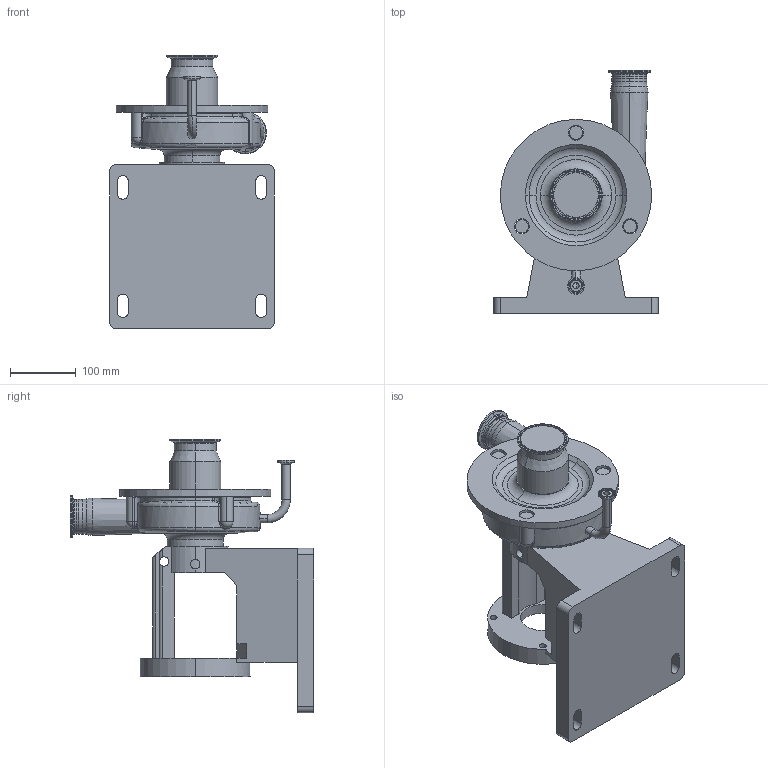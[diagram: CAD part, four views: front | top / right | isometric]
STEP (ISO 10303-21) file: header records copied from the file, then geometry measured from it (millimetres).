
FILE_DESCRIPTION (( 'STEP AP214' ), '1' );
FILE_NAME ('FP 352 140TC VERTICAL 1-2 In ELBOW FRONT.STEP', '2010-02-24T13:24:37', ( ' ' ), ( '' ), 'SwSTEP 2.0', 'SolidWorks 2010', '' );
FILE_SCHEMA (( 'AUTOMOTIVE_DESIGN' ));
Length unit declared in the file: millimetre
Products named in the file (2): FP 352 140TC VERTICAL 1-2 In ELBOW FRONT^1275000114; FP 352 140TC VERTICAL 1-2 In ELBOW FRONT
Assembly tree (1 placements, depth 2):
  FP 352 140TC VERTICAL 1-2 In ELBOW FRONT
    FP 352 140TC VERTICAL 1-2 In ELBOW FRONT^1275000114
Bounding box: 250 x 370 x 416 mm (x, y, z)
Volume: 6958826.8 mm3; surface area: 572472.8 mm2
Topology: 1 solids, 3 shells, 393 faces, 995 edges, 610 vertices
Faces by surface type: cylinder 149, plane 96, torus 63, bspline 43, cone 33, sphere 9
Entity records: 24295 total; most frequent: CARTESIAN_POINT 14791, DIRECTION 2041, ORIENTED_EDGE 1978, EDGE_CURVE 989, AXIS2_PLACEMENT_3D 836, VERTEX_POINT 608, CIRCLE 482, EDGE_LOOP 435
